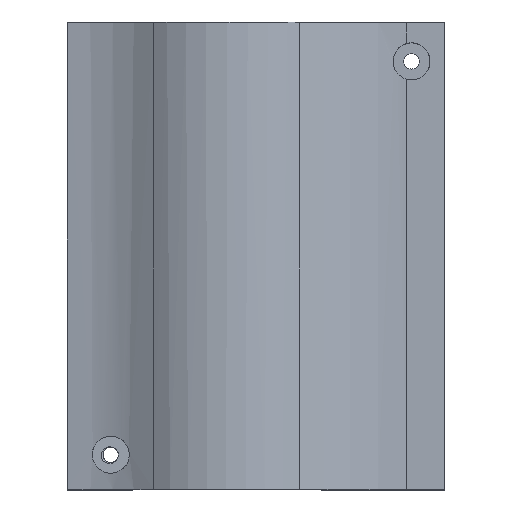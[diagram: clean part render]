
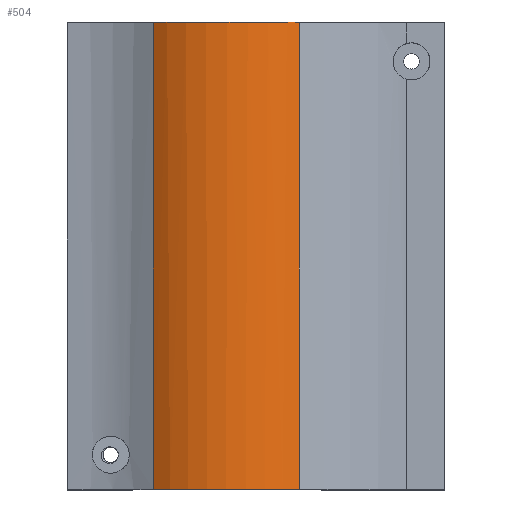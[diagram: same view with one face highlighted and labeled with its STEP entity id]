
A CAD part, top view. The second image highlights one B-rep face of the part: STEP entity #504.
In plain terms, the highlighted cylindrical face has radius 27 mm (diameter 54 mm), a partial arc.
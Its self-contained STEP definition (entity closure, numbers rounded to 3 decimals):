
#44=FACE_OUTER_BOUND('',#72,.T.);
#72=EDGE_LOOP('',(#357,#358,#359,#360,#361,#362,#363,#364));
#106=CIRCLE('',#553,27.);
#107=CIRCLE('',#554,27.);
#108=CIRCLE('',#555,27.);
#109=CIRCLE('',#556,27.);
#143=LINE('',#820,#180);
#145=LINE('',#839,#182);
#146=LINE('',#843,#183);
#147=LINE('',#847,#184);
#180=VECTOR('',#615,10.);
#182=VECTOR('',#623,10.);
#183=VECTOR('',#626,10.);
#184=VECTOR('',#629,10.);
#228=VERTEX_POINT('',#817);
#229=VERTEX_POINT('',#819);
#232=VERTEX_POINT('',#836);
#233=VERTEX_POINT('',#838);
#234=VERTEX_POINT('',#840);
#235=VERTEX_POINT('',#842);
#236=VERTEX_POINT('',#844);
#237=VERTEX_POINT('',#846);
#278=EDGE_CURVE('',#228,#229,#143,.T.);
#282=EDGE_CURVE('',#228,#232,#106,.F.);
#283=EDGE_CURVE('',#232,#233,#145,.F.);
#284=EDGE_CURVE('',#234,#233,#107,.T.);
#285=EDGE_CURVE('',#234,#235,#146,.F.);
#286=EDGE_CURVE('',#235,#236,#108,.F.);
#287=EDGE_CURVE('',#237,#236,#147,.T.);
#288=EDGE_CURVE('',#229,#237,#109,.F.);
#357=ORIENTED_EDGE('',*,*,#282,.T.);
#358=ORIENTED_EDGE('',*,*,#283,.T.);
#359=ORIENTED_EDGE('',*,*,#284,.F.);
#360=ORIENTED_EDGE('',*,*,#285,.T.);
#361=ORIENTED_EDGE('',*,*,#286,.T.);
#362=ORIENTED_EDGE('',*,*,#287,.F.);
#363=ORIENTED_EDGE('',*,*,#288,.F.);
#364=ORIENTED_EDGE('',*,*,#278,.F.);
#492=CYLINDRICAL_SURFACE('',#552,27.);
#504=ADVANCED_FACE('',(#44),#492,.T.);
#552=AXIS2_PLACEMENT_3D('',#835,#619,#620);
#553=AXIS2_PLACEMENT_3D('',#837,#621,#622);
#554=AXIS2_PLACEMENT_3D('',#841,#624,#625);
#555=AXIS2_PLACEMENT_3D('',#845,#627,#628);
#556=AXIS2_PLACEMENT_3D('',#848,#630,#631);
#615=DIRECTION('',(0.,0.,1.));
#619=DIRECTION('center_axis',(0.,0.,1.));
#620=DIRECTION('ref_axis',(1.,0.,0.));
#621=DIRECTION('center_axis',(0.,0.,1.));
#622=DIRECTION('ref_axis',(1.,0.,0.));
#623=DIRECTION('',(0.,0.,1.));
#624=DIRECTION('center_axis',(0.,0.,-1.));
#625=DIRECTION('ref_axis',(1.,0.,0.));
#626=DIRECTION('',(0.,0.,-1.));
#627=DIRECTION('center_axis',(0.,0.,1.));
#628=DIRECTION('ref_axis',(1.,0.,0.));
#629=DIRECTION('',(0.,0.,-1.));
#630=DIRECTION('center_axis',(0.,0.,-1.));
#631=DIRECTION('ref_axis',(1.,0.,0.));
#817=CARTESIAN_POINT('',(115.663,92.492,-50.4));
#819=CARTESIAN_POINT('',(115.663,92.492,50.5));
#820=CARTESIAN_POINT('',(115.663,92.492,0.));
#835=CARTESIAN_POINT('Origin',(100.,70.5,0.));
#836=CARTESIAN_POINT('',(124.829,81.109,-50.4));
#837=CARTESIAN_POINT('Origin',(100.,70.5,-50.4));
#838=CARTESIAN_POINT('',(124.829,81.109,-50.5));
#839=CARTESIAN_POINT('',(124.829,81.109,0.));
#840=CARTESIAN_POINT('',(75.171,81.109,-50.5));
#841=CARTESIAN_POINT('Origin',(100.,70.5,-50.5));
#842=CARTESIAN_POINT('',(75.171,81.109,-50.4));
#843=CARTESIAN_POINT('',(75.171,81.109,0.));
#844=CARTESIAN_POINT('',(84.122,92.338,-50.4));
#845=CARTESIAN_POINT('Origin',(100.,70.5,-50.4));
#846=CARTESIAN_POINT('',(84.122,92.338,50.5));
#847=CARTESIAN_POINT('',(84.122,92.338,0.));
#848=CARTESIAN_POINT('Origin',(100.,70.5,50.5));
